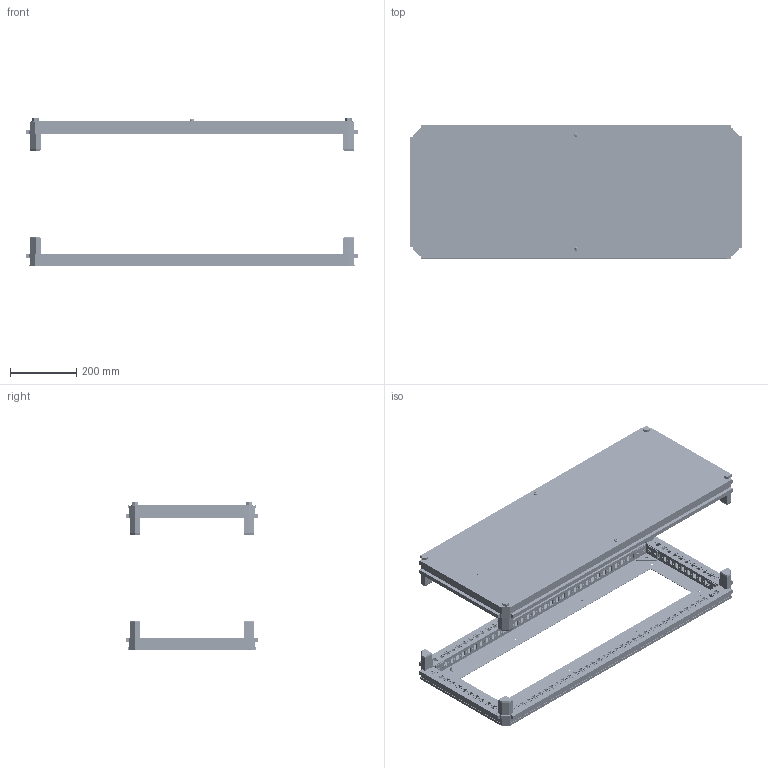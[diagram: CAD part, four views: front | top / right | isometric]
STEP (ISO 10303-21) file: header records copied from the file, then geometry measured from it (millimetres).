
FILE_DESCRIPTION (( 'STEP AP203' ), '1' );
FILE_NAME ('FO-00-KOF-040-100 FORMAT Êðûøà è îñíîâàíèå (ïîä ôëàíåö) 400õ1000 IEK.STEP', '2024-07-29T16:27:40', ( '' ), ( '' ), 'SwSTEP 2.0', 'SolidWorks 2022', '' );
FILE_SCHEMA (( 'CONFIG_CONTROL_DESIGN' ));
Products named in the file (1): FO-00-KOF-040-100 FORMAT Крыша и основание (под фланец) 400х1000 IEK
Bounding box: 1000.11 x 400.11 x 444.4 mm (x, y, z)
Volume: 3546009.9 mm3; surface area: 3017766 mm2
Topology: 64 solids, 64 shells, 6184 faces, 16864 edges, 11000 vertices
Faces by surface type: plane 3554, cylinder 1972, bspline 344, cone 306, torus 4, sphere 4
Entity records: 209307 total; most frequent: CARTESIAN_POINT 53183, ORIENTED_EDGE 33624, DIRECTION 30112, EDGE_CURVE 16812, VERTEX_POINT 10984, LINE 10774, VECTOR 10774, AXIS2_PLACEMENT_3D 9669
